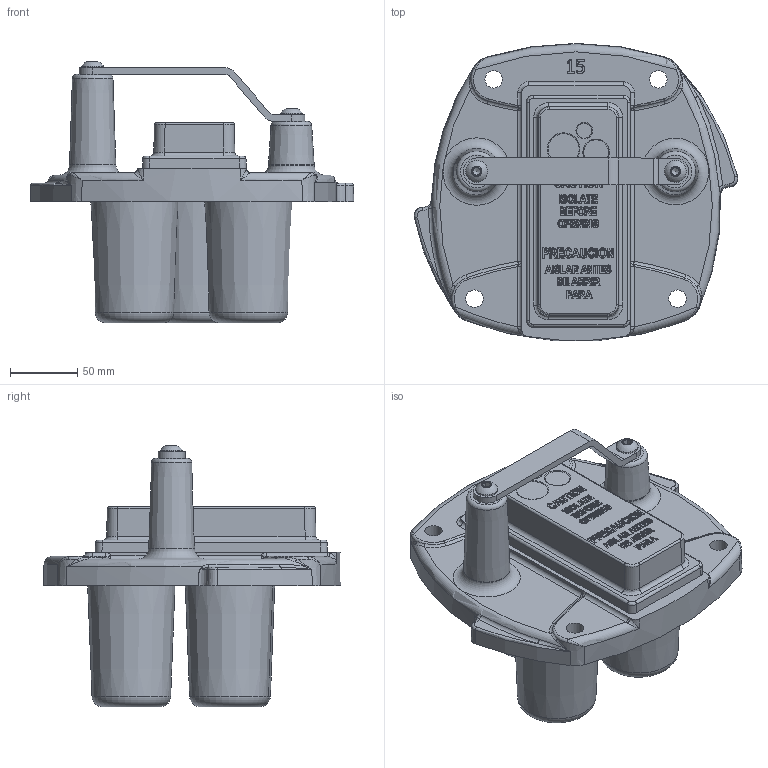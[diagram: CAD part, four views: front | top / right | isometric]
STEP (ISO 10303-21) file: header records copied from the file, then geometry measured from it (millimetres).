
FILE_DESCRIPTION(/* description */ ('15 KA Universal INS END COV'),/* implementation_level */ '2;1');
FILE_NAME(/* name */ 'RS844_SLD 15kV Universal Insulated End Cover.stp',/* time_stamp */ '2022-09-10T15:43:34+10:00',/* author */ ('a.tao491'),/* organization */ (''),/* preprocessor_version */ 'ST-DEVELOPER v16.5',/* originating_system */ 'Autodesk Inventor 2017',/* authorisation */ '');
FILE_SCHEMA (('AUTOMOTIVE_DESIGN { 1 0 10303 214 3 1 1 }'));
Length unit declared in the file: millimetre
Products named in the file (6): RS844_SLD; 1046; 1216; 2237; 2248_SLD; 3001_SLD
Assembly tree (8 placements, depth 2):
  RS844_SLD
    1046
    1216  x2
    2237
    2248_SLD
    3001_SLD  x3
Bounding box: 241.32 x 221.35 x 194.85 mm (x, y, z)
Volume: 2184164.3 mm3; surface area: 234313.7 mm2
Topology: 8 solids, 8 shells, 1729 faces, 4068 edges, 2435 vertices
Faces by surface type: plane 625, bspline 515, cylinder 499, cone 45, torus 39, sphere 6
Full cylindrical faces by diameter (mm): 7.798 x2, 9.45 x2, 11 x2, 13 x4, 16.3 x2
Entity records: 64885 total; most frequent: CARTESIAN_POINT 28554, ORIENTED_EDGE 7918, DIRECTION 6524, EDGE_CURVE 3959, VERTEX_POINT 2389, LINE 2200, VECTOR 2200, AXIS2_PLACEMENT_3D 2162
